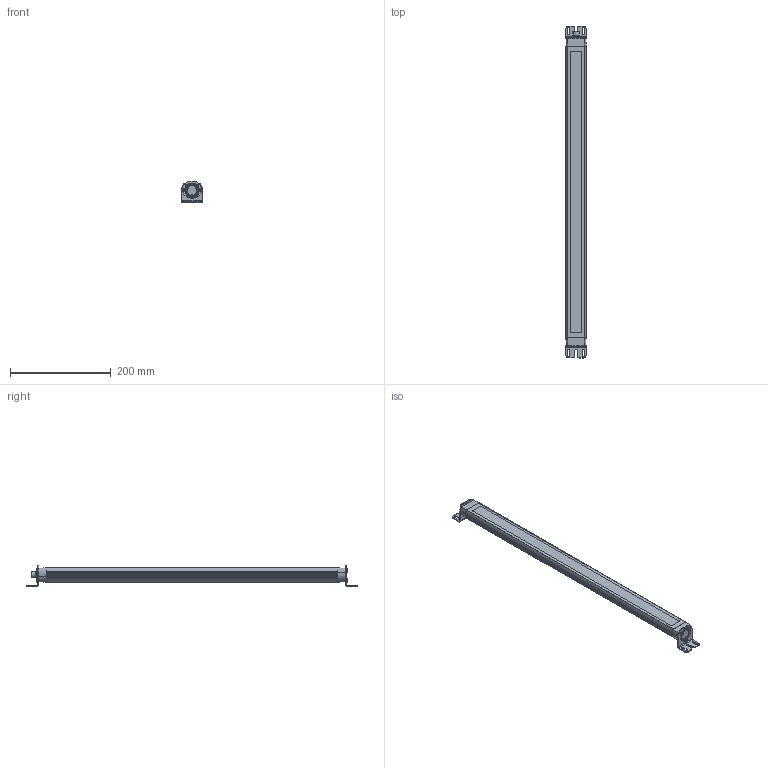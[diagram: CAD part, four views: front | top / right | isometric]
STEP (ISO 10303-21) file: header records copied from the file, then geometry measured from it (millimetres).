
FILE_DESCRIPTION(('CATIA V5 STEP Exchange','CAx-IF Rec.Pracs.--- Model Styling and Organization---1.4--- 2014-01-23'),'2;1');
FILE_NAME ('1483034-1_0', '2022-11-07T10:37:11+00:00', ('none'), ('Weidmueller'), 'CATIA Version 5-6 Release 2016 SP3 HF44', 'CATIA V5 STEP AP214', 'none');
FILE_SCHEMA(('AUTOMOTIVE_DESIGN { 1 0 10303 214 1 1 1 1 }'));
Length unit declared in the file: millimetre
Products named in the file (1): 2899580000
Bounding box: 40.02 x 660.32 x 42 mm (x, y, z)
Volume: 556971.4 mm3; surface area: 119120.2 mm2
Topology: 10 solids, 10 shells, 1135 faces, 3357 edges, 2204 vertices
Faces by surface type: cylinder 471, plane 333, cone 198, bspline 79, torus 38, sphere 16
Entity records: 42064 total; most frequent: CARTESIAN_POINT 14512, ORIENTED_EDGE 6658, DIRECTION 4203, EDGE_CURVE 3329, VERTEX_POINT 2204, AXIS2_PLACEMENT_3D 2137, EDGE_LOOP 1223, ADVANCED_FACE 1135
